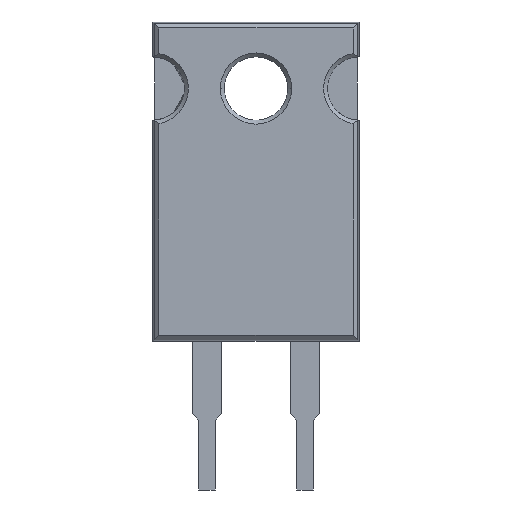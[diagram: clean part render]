
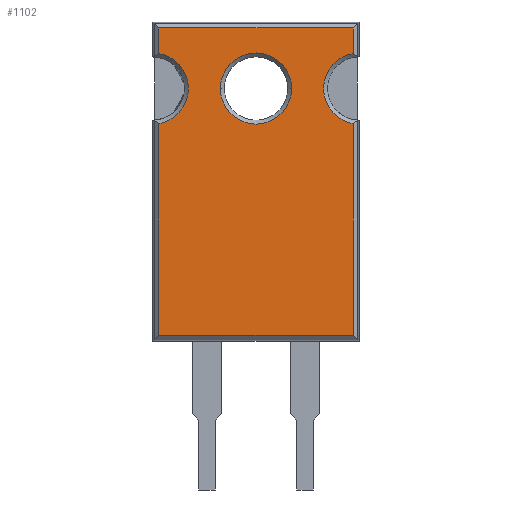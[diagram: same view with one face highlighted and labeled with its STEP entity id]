
A CAD part, front view. The second image highlights one B-rep face of the part: STEP entity #1102.
In plain terms, the highlighted free-form (B-spline) face has degree [1, 1] with [2, 2] control points.
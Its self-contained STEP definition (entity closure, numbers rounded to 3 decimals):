
#838=CARTESIAN_POINT('',(-1.84,-1.29,17.16));
#839=VERTEX_POINT('',#838);
#846=CARTESIAN_POINT('',(1.84,-1.29,17.16));
#847=VERTEX_POINT('',#846);
#848=CARTESIAN_POINT('',(0.,-1.29,17.16));
#849=DIRECTION('',(0.0,-1.0,0.0));
#850=DIRECTION('',(-1.0,0.0,0.0));
#851=AXIS2_PLACEMENT_3D('',#848,#849,#850);
#852=CIRCLE('',#851,1.84);
#853=EDGE_CURVE('',#839,#847,#852,.T.);
#1015=CARTESIAN_POINT('',(0.,-1.29,17.16));
#1016=DIRECTION('',(0.0,-1.0,0.0));
#1017=DIRECTION('',(-1.0,0.0,0.0));
#1018=AXIS2_PLACEMENT_3D('',#1015,#1016,#1017);
#1019=CIRCLE('',#1018,1.84);
#1020=EDGE_CURVE('',#847,#839,#1019,.T.);
#1025=CARTESIAN_POINT('',(-5.025,-1.29,4.39));
#1026=CARTESIAN_POINT('',(5.025,-1.29,4.39));
#1027=CARTESIAN_POINT('',(-5.025,-1.29,20.29));
#1028=CARTESIAN_POINT('',(5.025,-1.29,20.29));
#1029=B_SPLINE_SURFACE_WITH_KNOTS('',1,1,((#1025,#1027),(#1026,#1028)),.UNSPECIFIED.,.F.,.F.,.U.,(2,2),(2,2),(0.0,10.05),(0.0,15.9),.UNSPECIFIED.);
#1030=CARTESIAN_POINT('',(-5.025,-1.29,18.974));
#1031=VERTEX_POINT('',#1030);
#1032=CARTESIAN_POINT('',(-5.025,-1.29,20.29));
#1033=VERTEX_POINT('',#1032);
#1034=CARTESIAN_POINT('',(-5.025,-1.29,18.974));
#1035=DIRECTION('',(0.0,0.0,1.0));
#1036=VECTOR('',#1035,1.316);
#1037=LINE('',#1034,#1036);
#1038=EDGE_CURVE('',#1031,#1033,#1037,.T.);
#1039=ORIENTED_EDGE('',*,*,#1038,.F.);
#1040=CARTESIAN_POINT('',(-5.025,-1.29,15.346));
#1041=VERTEX_POINT('',#1040);
#1042=CARTESIAN_POINT('',(-5.335,-1.29,17.16));
#1043=DIRECTION('',(0.0,-1.0,0.0));
#1044=DIRECTION('',(1.0,0.0,0.0));
#1045=AXIS2_PLACEMENT_3D('',#1042,#1043,#1044);
#1046=CIRCLE('',#1045,1.84);
#1047=EDGE_CURVE('',#1041,#1031,#1046,.T.);
#1048=ORIENTED_EDGE('',*,*,#1047,.F.);
#1049=CARTESIAN_POINT('',(-5.025,-1.29,4.39));
#1050=VERTEX_POINT('',#1049);
#1051=CARTESIAN_POINT('',(-5.025,-1.29,4.39));
#1052=DIRECTION('',(0.0,0.0,1.0));
#1053=VECTOR('',#1052,10.956);
#1054=LINE('',#1051,#1053);
#1055=EDGE_CURVE('',#1050,#1041,#1054,.T.);
#1056=ORIENTED_EDGE('',*,*,#1055,.F.);
#1057=CARTESIAN_POINT('',(5.025,-1.29,4.39));
#1058=VERTEX_POINT('',#1057);
#1059=CARTESIAN_POINT('',(5.025,-1.29,4.39));
#1060=DIRECTION('',(-1.0,0.0,0.0));
#1061=VECTOR('',#1060,10.05);
#1062=LINE('',#1059,#1061);
#1063=EDGE_CURVE('',#1058,#1050,#1062,.T.);
#1064=ORIENTED_EDGE('',*,*,#1063,.F.);
#1065=CARTESIAN_POINT('',(5.025,-1.29,15.346));
#1066=VERTEX_POINT('',#1065);
#1067=CARTESIAN_POINT('',(5.025,-1.29,15.346));
#1068=DIRECTION('',(0.0,0.0,-1.0));
#1069=VECTOR('',#1068,10.956);
#1070=LINE('',#1067,#1069);
#1071=EDGE_CURVE('',#1066,#1058,#1070,.T.);
#1072=ORIENTED_EDGE('',*,*,#1071,.F.);
#1073=CARTESIAN_POINT('',(5.025,-1.29,18.974));
#1074=VERTEX_POINT('',#1073);
#1075=CARTESIAN_POINT('',(5.335,-1.29,17.16));
#1076=DIRECTION('',(0.0,-1.0,0.0));
#1077=DIRECTION('',(-1.0,0.0,0.0));
#1078=AXIS2_PLACEMENT_3D('',#1075,#1076,#1077);
#1079=CIRCLE('',#1078,1.84);
#1080=EDGE_CURVE('',#1074,#1066,#1079,.T.);
#1081=ORIENTED_EDGE('',*,*,#1080,.F.);
#1082=CARTESIAN_POINT('',(5.025,-1.29,20.29));
#1083=VERTEX_POINT('',#1082);
#1084=CARTESIAN_POINT('',(5.025,-1.29,20.29));
#1085=DIRECTION('',(0.0,0.0,-1.0));
#1086=VECTOR('',#1085,1.316);
#1087=LINE('',#1084,#1086);
#1088=EDGE_CURVE('',#1083,#1074,#1087,.T.);
#1089=ORIENTED_EDGE('',*,*,#1088,.F.);
#1090=CARTESIAN_POINT('',(-5.025,-1.29,20.29));
#1091=DIRECTION('',(1.0,0.0,0.0));
#1092=VECTOR('',#1091,10.05);
#1093=LINE('',#1090,#1092);
#1094=EDGE_CURVE('',#1033,#1083,#1093,.T.);
#1095=ORIENTED_EDGE('',*,*,#1094,.F.);
#1096=EDGE_LOOP('',(#1039,#1048,#1056,#1064,#1072,#1081,#1089,#1095));
#1097=FACE_OUTER_BOUND('',#1096,.T.);
#1098=ORIENTED_EDGE('',*,*,#1020,.F.);
#1099=ORIENTED_EDGE('',*,*,#853,.F.);
#1100=EDGE_LOOP('',(#1098,#1099));
#1101=FACE_BOUND('',#1100,.T.);
#1102=ADVANCED_FACE('',(#1097,#1101),#1029,.T.);
